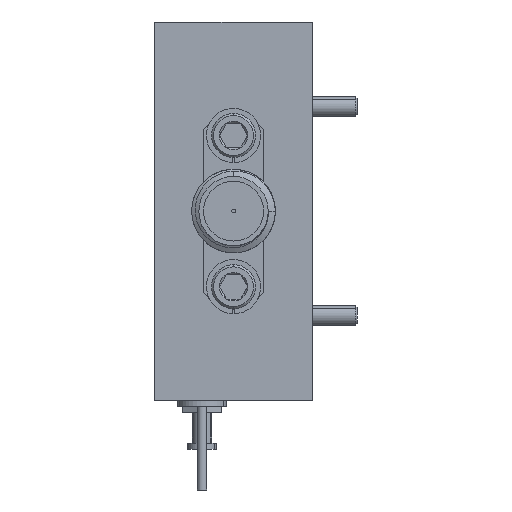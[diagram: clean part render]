
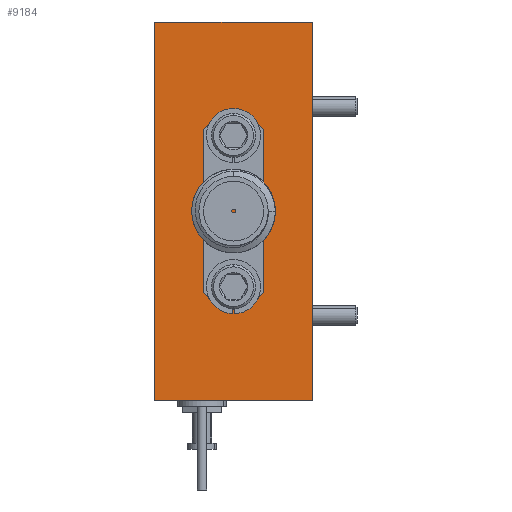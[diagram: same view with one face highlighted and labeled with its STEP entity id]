
A CAD part, left-side view. The second image highlights one B-rep face of the part: STEP entity #9184.
In plain terms, the highlighted planar face has unit normal (-1, 0, 0).
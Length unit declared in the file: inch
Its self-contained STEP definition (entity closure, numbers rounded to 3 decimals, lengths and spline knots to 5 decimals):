
#667 = EDGE_CURVE ( 'NONE', #2755, #2785, #10771, .T. ) ;
#982 = DIRECTION ( 'NONE',  ( 0., 0., 1. ) ) ;
#1281 = DIRECTION ( 'NONE',  ( 0., 0., -1. ) ) ;
#2269 = EDGE_CURVE ( 'NONE', #11077, #2755, #8877, .T. ) ;
#2472 = ORIENTED_EDGE ( 'NONE', *, *, #10009, .F. ) ;
#2733 = CARTESIAN_POINT ( 'NONE',  ( -1., 0.5, 0.6 ) ) ;
#2755 = VERTEX_POINT ( 'NONE', #11720 ) ;
#2769 = VECTOR ( 'NONE', #982, 39.37008 ) ;
#2785 = VERTEX_POINT ( 'NONE', #9000 ) ;
#2980 = ORIENTED_EDGE ( 'NONE', *, *, #667, .T. ) ;
#3915 = VERTEX_POINT ( 'NONE', #5824 ) ;
#4341 = CARTESIAN_POINT ( 'NONE',  ( -1., 0.5, 0.6 ) ) ;
#4389 = DIRECTION ( 'NONE',  ( 0., 0., 1. ) ) ;
#4533 = DIRECTION ( 'NONE',  ( 0., -1., 0. ) ) ;
#4733 = EDGE_LOOP ( 'NONE', ( #2980, #2472, #9024, #7738 ) ) ;
#5320 = DIRECTION ( 'NONE',  ( 1., 0., 0. ) ) ;
#5370 = PLANE ( 'NONE',  #9726 ) ;
#5536 = CARTESIAN_POINT ( 'NONE',  ( -1., 0.5, -0.6 ) ) ;
#5664 = VECTOR ( 'NONE', #4389, 39.37008 ) ;
#5824 = CARTESIAN_POINT ( 'NONE',  ( -1., 0.5, 0.6 ) ) ;
#6752 = LINE ( 'NONE', #2733, #10146 ) ;
#7353 = EDGE_CURVE ( 'NONE', #11077, #3915, #9123, .T. ) ;
#7738 = ORIENTED_EDGE ( 'NONE', *, *, #2269, .T. ) ;
#7988 = FACE_OUTER_BOUND ( 'NONE', #4733, .T. ) ;
#8434 = CARTESIAN_POINT ( 'NONE',  ( -1., 0., 0.6 ) ) ;
#8877 = LINE ( 'NONE', #5536, #10118 ) ;
#9000 = CARTESIAN_POINT ( 'NONE',  ( -1., 0., 0.6 ) ) ;
#9024 = ORIENTED_EDGE ( 'NONE', *, *, #7353, .F. ) ;
#9123 = LINE ( 'NONE', #11964, #2769 ) ;
#9184 = ADVANCED_FACE ( 'NONE', ( #7988 ), #5370, .F. ) ;
#9726 = AXIS2_PLACEMENT_3D ( 'NONE', #4341, #5320, #1281 ) ;
#10009 = EDGE_CURVE ( 'NONE', #3915, #2785, #6752, .T. ) ;
#10118 = VECTOR ( 'NONE', #10468, 39.37008 ) ;
#10146 = VECTOR ( 'NONE', #4533, 39.37008 ) ;
#10312 = CARTESIAN_POINT ( 'NONE',  ( -1., 0.5, -0.6 ) ) ;
#10468 = DIRECTION ( 'NONE',  ( 0., -1., 0. ) ) ;
#10771 = LINE ( 'NONE', #8434, #5664 ) ;
#11077 = VERTEX_POINT ( 'NONE', #10312 ) ;
#11720 = CARTESIAN_POINT ( 'NONE',  ( -1., 0., -0.6 ) ) ;
#11964 = CARTESIAN_POINT ( 'NONE',  ( -1., 0.5, 0.6 ) ) ;
